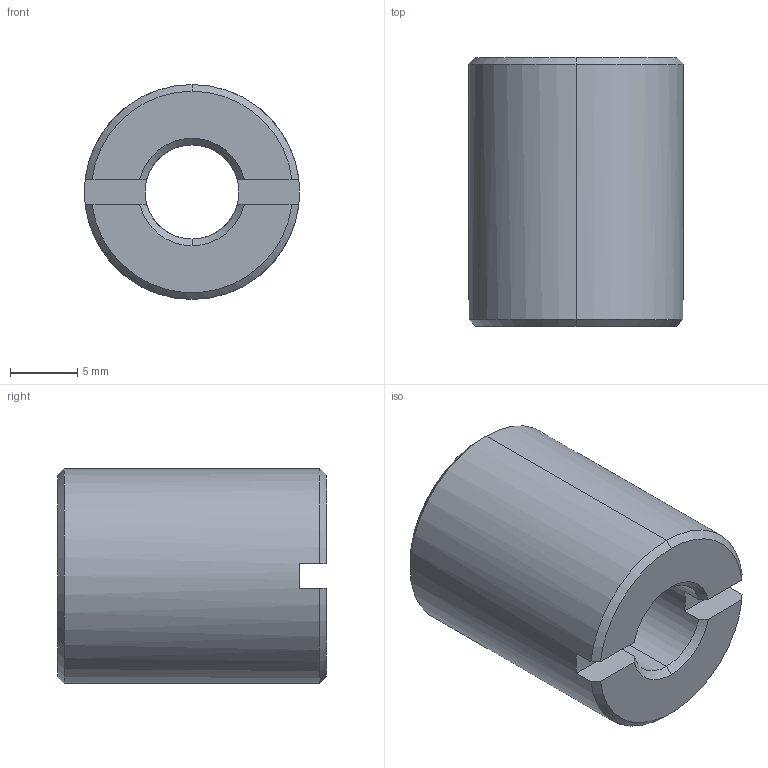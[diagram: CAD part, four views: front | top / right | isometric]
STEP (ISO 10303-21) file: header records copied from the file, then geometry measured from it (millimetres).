
FILE_DESCRIPTION (( 'STEP AP214' ), '1' );
FILE_NAME ('B796 Âòóëêà ðåçüáîâàÿ Ì16-Ì8.STEP', '2025-07-16T06:17:48', ( '' ), ( '' ), 'SwSTEP 2.0', 'SolidWorks 2025', '' );
FILE_SCHEMA (( 'AUTOMOTIVE_DESIGN' ));
Length unit declared in the file: millimetre
Products named in the file (1): B796 Втулка резьбовая М16-М8
Bounding box: 16 x 20 x 16 mm (x, y, z)
Volume: 3201.8 mm3; surface area: 1751.1 mm2
Topology: 1 solids, 1 shells, 23 faces, 60 edges, 38 vertices
Faces by surface type: cone 10, plane 9, cylinder 4
Entity records: 747 total; most frequent: CARTESIAN_POINT 146, DIRECTION 126, ORIENTED_EDGE 120, EDGE_CURVE 60, AXIS2_PLACEMENT_3D 50, VERTEX_POINT 38, CIRCLE 26, LINE 26
